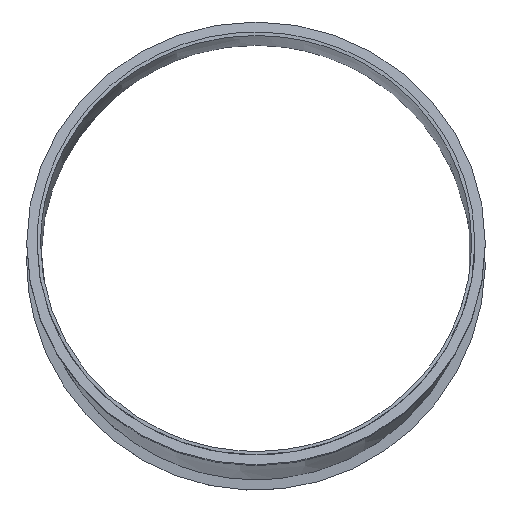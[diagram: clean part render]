
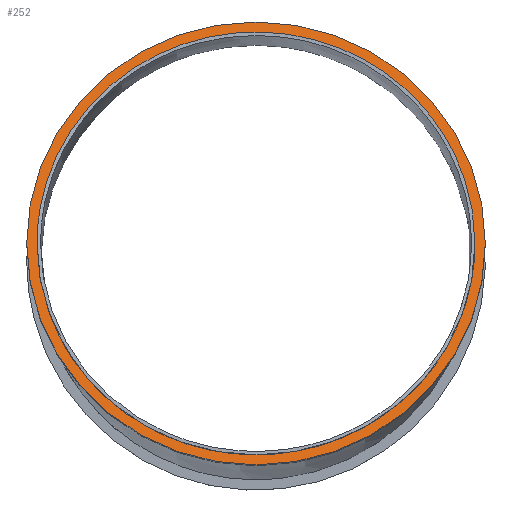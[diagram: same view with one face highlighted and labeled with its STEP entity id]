
A CAD part, top view. The second image highlights one B-rep face of the part: STEP entity #252.
In plain terms, the highlighted planar face has unit normal (0, 0.259, 0.966).
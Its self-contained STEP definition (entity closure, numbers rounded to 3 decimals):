
#73=CARTESIAN_POINT('',(-126.5,9.928,75.407));
#74=VERTEX_POINT('',#73);
#87=CARTESIAN_POINT('',(126.5,9.927,75.407));
#88=VERTEX_POINT('',#87);
#134=CARTESIAN_POINT('',(-132.5,9.928,75.407));
#135=VERTEX_POINT('',#134);
#136=CARTESIAN_POINT('',(0.0,9.928,75.407));
#137=DIRECTION('',(0.0,0.259,0.966));
#138=DIRECTION('',(1.0,0.0,0.0));
#139=AXIS2_PLACEMENT_3D('',#136,#137,#138);
#140=CIRCLE('',#139,132.5);
#141=EDGE_CURVE('',#135,#135,#140,.T.);
#192=CARTESIAN_POINT('',(0.0,9.928,75.407));
#193=DIRECTION('',(0.0,0.259,0.966));
#194=DIRECTION('',(1.0,0.0,0.0));
#195=AXIS2_PLACEMENT_3D('',#192,#193,#194);
#196=PLANE('',#195);
#197=ORIENTED_EDGE('',*,*,#141,.T.);
#198=EDGE_LOOP('',(#197));
#199=FACE_OUTER_BOUND('',#198,.T.);
#200=CARTESIAN_POINT('',(126.499,9.928,75.407));
#201=CARTESIAN_POINT('',(126.499,10.817,75.169));
#202=CARTESIAN_POINT('',(126.488,11.707,74.93));
#203=CARTESIAN_POINT('',(126.09,29.36,70.2));
#204=CARTESIAN_POINT('',(122.185,44.607,66.115));
#205=CARTESIAN_POINT('',(110.014,72.31,58.692));
#206=CARTESIAN_POINT('',(100.69,85.584,55.135));
#207=CARTESIAN_POINT('',(78.234,107.055,49.382));
#208=CARTESIAN_POINT('',(64.567,116.409,46.875));
#209=CARTESIAN_POINT('',(32.771,129.014,43.498));
#210=CARTESIAN_POINT('',(16.474,132.116,42.667));
#211=CARTESIAN_POINT('',(-16.52,132.12,42.666));
#212=CARTESIAN_POINT('',(-32.83,128.997,43.502));
#213=CARTESIAN_POINT('',(-61.822,117.498,46.584));
#214=CARTESIAN_POINT('',(-75.994,109.113,48.83));
#215=CARTESIAN_POINT('',(-100.437,85.9,55.05));
#216=CARTESIAN_POINT('',(-109.83,72.618,58.609));
#217=CARTESIAN_POINT('',(-122.669,43.604,66.383));
#218=CARTESIAN_POINT('',(-126.116,28.195,70.512));
#219=CARTESIAN_POINT('',(-126.49,11.707,74.93));
#220=CARTESIAN_POINT('',(-126.5,10.817,75.169));
#221=CARTESIAN_POINT('',(-126.5,9.928,75.407));
#222=B_SPLINE_CURVE_WITH_KNOTS('',3,(#200,#201,#202,#203,#204,#205,#206,#207,#208,#209,#210,#211,#212,#213,#214,#215,#216,#217,#218,#219,#220,#221),.UNSPECIFIED.,.F.,.U.,(4,2,2,2,2,2,2,2,2,2,4),(-46.62,-46.293,-40.131,-33.244,-26.888,-21.015,-15.126,-9.791,-4.846,0.0,0.276),.UNSPECIFIED.);
#223=EDGE_CURVE('',#88,#74,#222,.T.);
#224=ORIENTED_EDGE('',*,*,#223,.F.);
#225=CARTESIAN_POINT('',(-126.5,9.928,75.407));
#226=CARTESIAN_POINT('',(-126.5,9.038,75.645));
#227=CARTESIAN_POINT('',(-126.49,8.148,75.884));
#228=CARTESIAN_POINT('',(-126.116,-8.327,80.298));
#229=CARTESIAN_POINT('',(-122.675,-23.724,84.424));
#230=CARTESIAN_POINT('',(-109.85,-52.731,92.196));
#231=CARTESIAN_POINT('',(-100.46,-66.017,95.756));
#232=CARTESIAN_POINT('',(-76.036,-89.226,101.975));
#233=CARTESIAN_POINT('',(-61.873,-97.618,104.224));
#234=CARTESIAN_POINT('',(-32.86,-109.137,107.31));
#235=CARTESIAN_POINT('',(-16.541,-112.264,108.148));
#236=CARTESIAN_POINT('',(16.482,-112.258,108.147));
#237=CARTESIAN_POINT('',(32.787,-109.161,107.317));
#238=CARTESIAN_POINT('',(64.564,-96.549,103.937));
#239=CARTESIAN_POINT('',(78.229,-87.208,101.434));
#240=CARTESIAN_POINT('',(100.705,-65.71,95.674));
#241=CARTESIAN_POINT('',(110.021,-52.438,92.118));
#242=CARTESIAN_POINT('',(122.151,-24.824,84.719));
#243=CARTESIAN_POINT('',(126.09,-9.587,80.636));
#244=CARTESIAN_POINT('',(126.489,8.148,75.884));
#245=CARTESIAN_POINT('',(126.499,9.038,75.645));
#246=CARTESIAN_POINT('',(126.499,9.927,75.407));
#247=B_SPLINE_CURVE_WITH_KNOTS('',3,(#225,#226,#227,#228,#229,#230,#231,#232,#233,#234,#235,#236,#237,#238,#239,#240,#241,#242,#243,#244,#245,#246),.UNSPECIFIED.,.F.,.U.,(4,2,2,2,2,2,2,2,2,2,4),(-0.276,0.,4.842,9.787,15.117,21.,26.863,33.18,40.011,46.083,46.404),.UNSPECIFIED.);
#248=EDGE_CURVE('',#74,#88,#247,.T.);
#249=ORIENTED_EDGE('',*,*,#248,.F.);
#250=EDGE_LOOP('',(#224,#249));
#251=FACE_BOUND('',#250,.T.);
#252=ADVANCED_FACE('',(#199,#251),#196,.T.);
